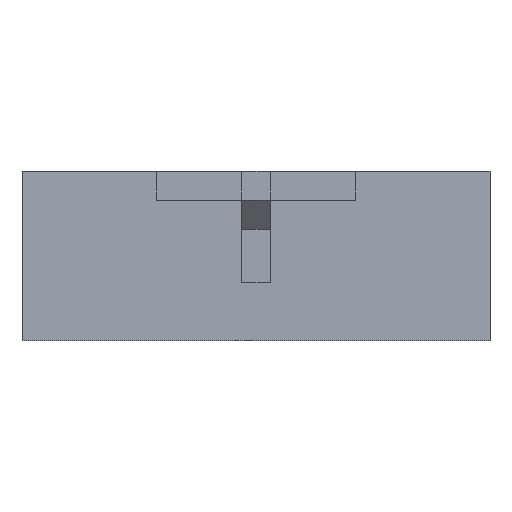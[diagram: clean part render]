
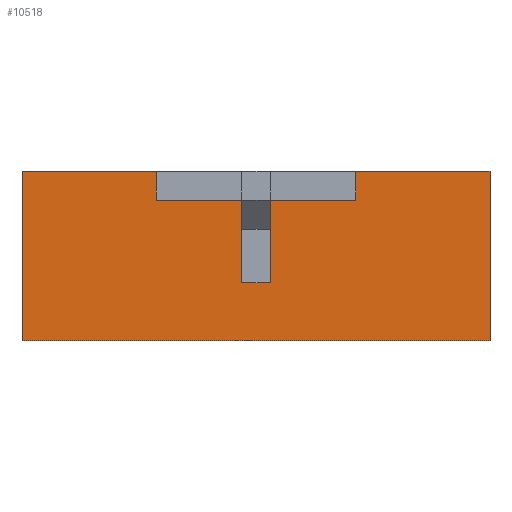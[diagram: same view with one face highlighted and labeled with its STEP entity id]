
A CAD part, left-side view. The second image highlights one B-rep face of the part: STEP entity #10518.
In plain terms, the highlighted planar face has unit normal (-1, 0, 0).
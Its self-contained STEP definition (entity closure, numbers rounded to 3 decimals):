
#2091 = VERTEX_POINT('',#2092);
#2092 = CARTESIAN_POINT('',(-17.26,-10.5,-3.8));
#2098 = EDGE_CURVE('',#2099,#2091,#2101,.T.);
#2099 = VERTEX_POINT('',#2100);
#2100 = CARTESIAN_POINT('',(-17.26,10.5,-3.8));
#2101 = LINE('',#2102,#2103);
#2102 = CARTESIAN_POINT('',(-17.26,10.5,-3.8));
#2103 = VECTOR('',#2104,1.);
#2104 = DIRECTION('',(0.,-1.,0.));
#6814 = VERTEX_POINT('',#6815);
#6815 = CARTESIAN_POINT('',(-17.26,-0.65,
    -1.2));
#6821 = EDGE_CURVE('',#6822,#6814,#6824,.T.);
#6822 = VERTEX_POINT('',#6823);
#6823 = CARTESIAN_POINT('',(-17.26,-0.65,2.5));
#6824 = LINE('',#6825,#6826);
#6825 = CARTESIAN_POINT('',(-17.26,-0.65,2.5));
#6826 = VECTOR('',#6827,1.);
#6827 = DIRECTION('',(0.,0.,-1.));
#6852 = EDGE_CURVE('',#6853,#6822,#6855,.T.);
#6853 = VERTEX_POINT('',#6854);
#6854 = CARTESIAN_POINT('',(-17.26,-4.475,2.5));
#6855 = LINE('',#6856,#6857);
#6856 = CARTESIAN_POINT('',(-17.26,-4.475,2.5));
#6857 = VECTOR('',#6858,1.);
#6858 = DIRECTION('',(0.,1.,0.));
#6931 = VERTEX_POINT('',#6932);
#6932 = CARTESIAN_POINT('',(-17.26,-4.475,
    3.8));
#6938 = EDGE_CURVE('',#6939,#6931,#6941,.T.);
#6939 = VERTEX_POINT('',#6940);
#6940 = CARTESIAN_POINT('',(-17.26,-10.5,3.8));
#6941 = LINE('',#6942,#6943);
#6942 = CARTESIAN_POINT('',(-17.26,-10.5,3.8));
#6943 = VECTOR('',#6944,1.);
#6944 = DIRECTION('',(0.,1.,0.));
#6995 = VERTEX_POINT('',#6996);
#6996 = CARTESIAN_POINT('',(-17.26,10.5,3.8));
#7002 = EDGE_CURVE('',#7003,#6995,#7005,.T.);
#7003 = VERTEX_POINT('',#7004);
#7004 = CARTESIAN_POINT('',(-17.26,4.475,
    3.8));
#7005 = LINE('',#7006,#7007);
#7006 = CARTESIAN_POINT('',(-17.26,4.475,
    3.8));
#7007 = VECTOR('',#7008,1.);
#7008 = DIRECTION('',(0.,1.,0.));
#7629 = VERTEX_POINT('',#7630);
#7630 = CARTESIAN_POINT('',(-17.26,4.475,2.5));
#7636 = EDGE_CURVE('',#7637,#7629,#7639,.T.);
#7637 = VERTEX_POINT('',#7638);
#7638 = CARTESIAN_POINT('',(-17.26,0.65,2.5));
#7639 = LINE('',#7640,#7641);
#7640 = CARTESIAN_POINT('',(-17.26,0.65,2.5));
#7641 = VECTOR('',#7642,1.);
#7642 = DIRECTION('',(0.,1.,0.));
#7659 = EDGE_CURVE('',#7629,#7003,#7660,.T.);
#7660 = LINE('',#7661,#7662);
#7661 = CARTESIAN_POINT('',(-17.26,4.475,2.5));
#7662 = VECTOR('',#7663,1.);
#7663 = DIRECTION('',(0.,0.,1.));
#10518 = ADVANCED_FACE('',(#10519),#10560,.T.);
#10519 = FACE_BOUND('',#10520,.T.);
#10520 = EDGE_LOOP('',(#10521,#10522,#10523,#10531,#10537,#10538,#10539,
    #10540,#10546,#10547,#10553,#10554));
#10521 = ORIENTED_EDGE('',*,*,#6852,.T.);
#10522 = ORIENTED_EDGE('',*,*,#6821,.T.);
#10523 = ORIENTED_EDGE('',*,*,#10524,.T.);
#10524 = EDGE_CURVE('',#6814,#10525,#10527,.T.);
#10525 = VERTEX_POINT('',#10526);
#10526 = CARTESIAN_POINT('',(-17.26,0.65,
    -1.2));
#10527 = LINE('',#10528,#10529);
#10528 = CARTESIAN_POINT('',(-17.26,-0.65,
    -1.2));
#10529 = VECTOR('',#10530,1.);
#10530 = DIRECTION('',(0.,1.,0.));
#10531 = ORIENTED_EDGE('',*,*,#10532,.T.);
#10532 = EDGE_CURVE('',#10525,#7637,#10533,.T.);
#10533 = LINE('',#10534,#10535);
#10534 = CARTESIAN_POINT('',(-17.26,0.65,
    -1.2));
#10535 = VECTOR('',#10536,1.);
#10536 = DIRECTION('',(0.,0.,1.));
#10537 = ORIENTED_EDGE('',*,*,#7636,.T.);
#10538 = ORIENTED_EDGE('',*,*,#7659,.T.);
#10539 = ORIENTED_EDGE('',*,*,#7002,.T.);
#10540 = ORIENTED_EDGE('',*,*,#10541,.T.);
#10541 = EDGE_CURVE('',#6995,#2099,#10542,.T.);
#10542 = LINE('',#10543,#10544);
#10543 = CARTESIAN_POINT('',(-17.26,10.5,3.8));
#10544 = VECTOR('',#10545,1.);
#10545 = DIRECTION('',(0.,0.,-1.));
#10546 = ORIENTED_EDGE('',*,*,#2098,.T.);
#10547 = ORIENTED_EDGE('',*,*,#10548,.T.);
#10548 = EDGE_CURVE('',#2091,#6939,#10549,.T.);
#10549 = LINE('',#10550,#10551);
#10550 = CARTESIAN_POINT('',(-17.26,-10.5,-3.8));
#10551 = VECTOR('',#10552,1.);
#10552 = DIRECTION('',(0.,0.,1.));
#10553 = ORIENTED_EDGE('',*,*,#6938,.T.);
#10554 = ORIENTED_EDGE('',*,*,#10555,.T.);
#10555 = EDGE_CURVE('',#6931,#6853,#10556,.T.);
#10556 = LINE('',#10557,#10558);
#10557 = CARTESIAN_POINT('',(-17.26,-4.475,
    3.8));
#10558 = VECTOR('',#10559,1.);
#10559 = DIRECTION('',(0.,0.,-1.));
#10560 = PLANE('',#10561);
#10561 = AXIS2_PLACEMENT_3D('',#10562,#10563,#10564);
#10562 = CARTESIAN_POINT('',(-17.26,0.,-0.051));
#10563 = DIRECTION('',(-1.,-0.,-0.));
#10564 = DIRECTION('',(0.,0.,-1.));
